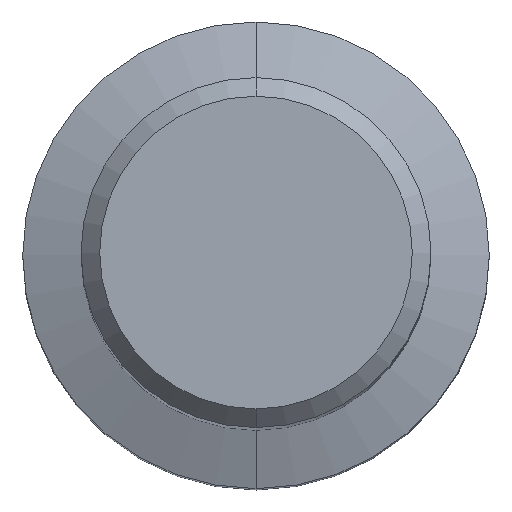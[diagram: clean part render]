
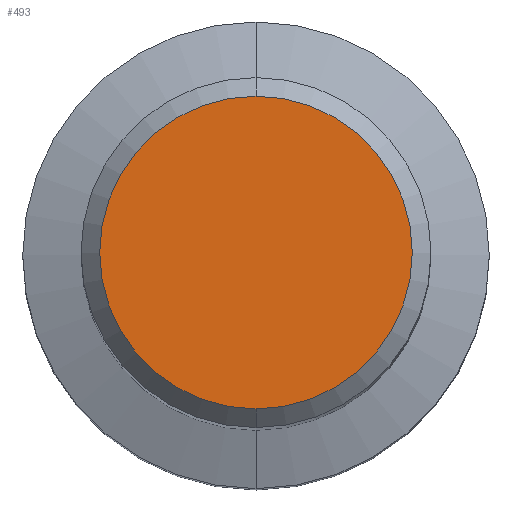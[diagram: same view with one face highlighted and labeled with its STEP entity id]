
A CAD part, top view. The second image highlights one B-rep face of the part: STEP entity #493.
In plain terms, the highlighted planar face has unit normal (0, 0, 1).
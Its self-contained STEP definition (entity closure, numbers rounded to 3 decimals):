
#261=VERTEX_POINT('',#624);
#307=EDGE_CURVE('',#261,#531,#675,.T.);
#313=EDGE_CURVE('',#531,#261,#681,.T.);
#493=ADVANCED_FACE('',(#881),#882,.T.);
#531=VERTEX_POINT('',#923);
#624=CARTESIAN_POINT('',(0.0,6.7,0.0));
#675=CIRCLE('',#1180,6.7);
#681=CIRCLE('',#1190,6.7);
#881=FACE_OUTER_BOUND('',#1617,.T.);
#882=PLANE('',#1618);
#923=CARTESIAN_POINT('',(0.,-6.7,0.0));
#1180=AXIS2_PLACEMENT_3D('',#1850,#1851,#1852);
#1190=AXIS2_PLACEMENT_3D('',#1857,#1858,#1859);
#1617=EDGE_LOOP('',(#2083,#2084));
#1618=AXIS2_PLACEMENT_3D('',#2085,#2086,#2087);
#1850=CARTESIAN_POINT('',(0.0,0.0,0.0));
#1851=DIRECTION('',(0.0,0.0,-1.0));
#1852=DIRECTION('',(0.0,1.0,0.0));
#1857=CARTESIAN_POINT('',(0.0,0.0,0.0));
#1858=DIRECTION('',(0.0,0.0,-1.0));
#1859=DIRECTION('',(0.0,1.0,0.0));
#2083=ORIENTED_EDGE('',*,*,#307,.F.);
#2084=ORIENTED_EDGE('',*,*,#313,.F.);
#2085=CARTESIAN_POINT('',(0.0,3.35,0.0));
#2086=DIRECTION('',(-0.0,0.0,1.0));
#2087=DIRECTION('',(0.0,-1.0,0.0));
